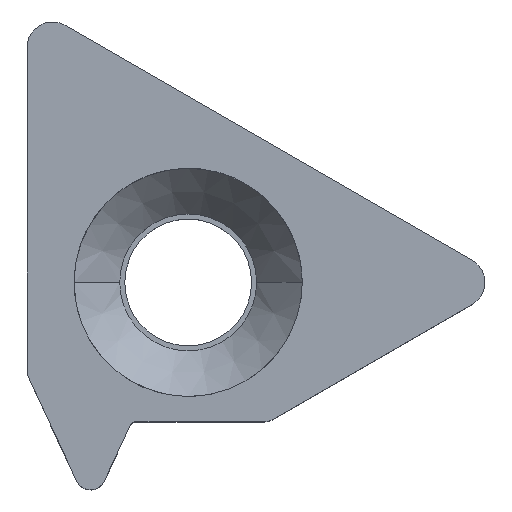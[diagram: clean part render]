
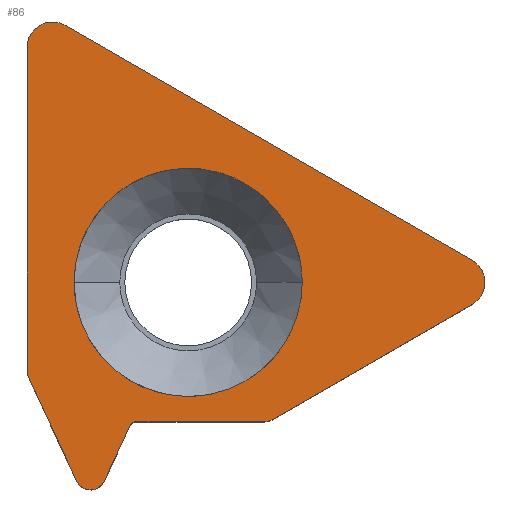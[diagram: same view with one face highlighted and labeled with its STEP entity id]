
A CAD part, top view. The second image highlights one B-rep face of the part: STEP entity #86.
In plain terms, the highlighted planar face has unit normal (-0.017, 0, 1).
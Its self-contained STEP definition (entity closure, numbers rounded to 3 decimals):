
#71=FACE_BOUND('',#154,.T.);
#72=FACE_BOUND('',#155,.T.);
#77=ELLIPSE('',#569,1.,1.);
#78=ELLIPSE('',#570,0.6,0.6);
#79=ELLIPSE('',#571,0.6,0.6);
#80=ELLIPSE('',#572,0.25,0.25);
#81=ELLIPSE('',#573,0.6,0.6);
#82=ELLIPSE('',#574,1.,1.);
#83=ELLIPSE('',#575,4.501,4.5);
#84=ELLIPSE('',#576,4.501,4.5);
#86=ADVANCED_FACE('',(#71,#72),#115,.F.);
#115=PLANE('',#577);
#154=EDGE_LOOP('',(#189,#190,#191,#192,#193,#194,#195,#196,#197,#198,#199,
#200));
#155=EDGE_LOOP('',(#201,#202));
#189=ORIENTED_EDGE('',*,*,#385,.F.);
#190=ORIENTED_EDGE('',*,*,#386,.T.);
#191=ORIENTED_EDGE('',*,*,#387,.T.);
#192=ORIENTED_EDGE('',*,*,#388,.F.);
#193=ORIENTED_EDGE('',*,*,#389,.T.);
#194=ORIENTED_EDGE('',*,*,#390,.F.);
#195=ORIENTED_EDGE('',*,*,#391,.F.);
#196=ORIENTED_EDGE('',*,*,#392,.F.);
#197=ORIENTED_EDGE('',*,*,#393,.T.);
#198=ORIENTED_EDGE('',*,*,#394,.T.);
#199=ORIENTED_EDGE('',*,*,#395,.T.);
#200=ORIENTED_EDGE('',*,*,#384,.T.);
#201=ORIENTED_EDGE('',*,*,#396,.T.);
#202=ORIENTED_EDGE('',*,*,#397,.T.);
#333=VERTEX_POINT('',#796);
#336=VERTEX_POINT('',#801);
#337=VERTEX_POINT('',#805);
#338=VERTEX_POINT('',#807);
#339=VERTEX_POINT('',#809);
#340=VERTEX_POINT('',#811);
#341=VERTEX_POINT('',#813);
#342=VERTEX_POINT('',#815);
#343=VERTEX_POINT('',#817);
#344=VERTEX_POINT('',#819);
#345=VERTEX_POINT('',#821);
#346=VERTEX_POINT('',#823);
#347=VERTEX_POINT('',#826);
#348=VERTEX_POINT('',#827);
#384=EDGE_CURVE('',#333,#336,#458,.T.);
#385=EDGE_CURVE('',#337,#336,#77,.T.);
#386=EDGE_CURVE('',#337,#338,#459,.T.);
#387=EDGE_CURVE('',#338,#339,#78,.T.);
#388=EDGE_CURVE('',#340,#339,#460,.T.);
#389=EDGE_CURVE('',#340,#341,#79,.T.);
#390=EDGE_CURVE('',#342,#341,#461,.T.);
#391=EDGE_CURVE('',#343,#342,#80,.T.);
#392=EDGE_CURVE('',#344,#343,#462,.T.);
#393=EDGE_CURVE('',#344,#345,#81,.T.);
#394=EDGE_CURVE('',#345,#346,#463,.T.);
#395=EDGE_CURVE('',#346,#333,#82,.T.);
#396=EDGE_CURVE('',#347,#348,#83,.T.);
#397=EDGE_CURVE('',#348,#347,#84,.T.);
#458=LINE('',#802,#504);
#459=LINE('',#806,#505);
#460=LINE('',#810,#506);
#461=LINE('',#814,#507);
#462=LINE('',#818,#508);
#463=LINE('',#822,#509);
#504=VECTOR('',#634,1.);
#505=VECTOR('',#639,1.);
#506=VECTOR('',#642,1.);
#507=VECTOR('',#645,1.);
#508=VECTOR('',#648,1.);
#509=VECTOR('',#651,1.);
#569=AXIS2_PLACEMENT_3D('',#804,#637,#638);
#570=AXIS2_PLACEMENT_3D('',#808,#640,#641);
#571=AXIS2_PLACEMENT_3D('',#812,#643,#644);
#572=AXIS2_PLACEMENT_3D('',#816,#646,#647);
#573=AXIS2_PLACEMENT_3D('',#820,#649,#650);
#574=AXIS2_PLACEMENT_3D('',#824,#652,#653);
#575=AXIS2_PLACEMENT_3D('',#825,#654,#655);
#576=AXIS2_PLACEMENT_3D('',#828,#656,#657);
#577=AXIS2_PLACEMENT_3D('',#829,#658,#659);
#634=DIRECTION('',(-0.866,0.5,-0.015));
#637=DIRECTION('',(0.017,0.,-1.));
#638=DIRECTION('',(-1.,0.,-0.017));
#639=DIRECTION('',(0.,-1.,0.));
#640=DIRECTION('',(-0.017,0.,1.));
#641=DIRECTION('',(1.,0.,0.017));
#642=DIRECTION('',(-0.423,0.906,-0.007));
#643=DIRECTION('',(-0.017,0.,1.));
#644=DIRECTION('',(1.,0.,0.017));
#645=DIRECTION('',(-0.423,-0.906,-0.007));
#646=DIRECTION('',(-0.017,0.,1.));
#647=DIRECTION('',(1.,0.,0.017));
#648=DIRECTION('',(-1.,0.,-0.017));
#649=DIRECTION('',(-0.017,0.,1.));
#650=DIRECTION('',(1.,0.,0.017));
#651=DIRECTION('',(0.866,0.5,0.015));
#652=DIRECTION('',(-0.017,0.,1.));
#653=DIRECTION('',(-1.,0.,-0.017));
#654=DIRECTION('',(0.017,0.,-1.));
#655=DIRECTION('',(-1.,0.,-0.017));
#656=DIRECTION('',(0.017,0.,-1.));
#657=DIRECTION('',(-1.,0.,-0.017));
#658=DIRECTION('',(0.017,0.,-1.));
#659=DIRECTION('',(-1.,0.,-0.017));
#796=CARTESIAN_POINT('',(11.2,0.866,5.112));
#801=CARTESIAN_POINT('',(-4.85,10.132,4.841));
#802=CARTESIAN_POINT('',(11.2,0.866,5.112));
#804=CARTESIAN_POINT('',(-5.35,9.266,4.833));
#805=CARTESIAN_POINT('',(-6.35,9.266,4.816));
#806=CARTESIAN_POINT('',(-6.35,9.266,4.816));
#807=CARTESIAN_POINT('',(-6.35,-3.507,4.816));
#808=CARTESIAN_POINT('',(-5.75,-3.507,4.826));
#809=CARTESIAN_POINT('',(-6.294,-3.761,4.817));
#810=CARTESIAN_POINT('',(-4.394,-7.835,4.849));
#811=CARTESIAN_POINT('',(-4.394,-7.835,4.849));
#812=CARTESIAN_POINT('',(-3.85,-7.582,4.858));
#813=CARTESIAN_POINT('',(-3.306,-7.835,4.867));
#814=CARTESIAN_POINT('',(-2.285,-5.646,4.884));
#815=CARTESIAN_POINT('',(-2.285,-5.646,4.884));
#816=CARTESIAN_POINT('',(-2.059,-5.751,4.888));
#817=CARTESIAN_POINT('',(-2.059,-5.501,4.888));
#818=CARTESIAN_POINT('',(3.01,-5.501,4.973));
#819=CARTESIAN_POINT('',(3.01,-5.501,4.973));
#820=CARTESIAN_POINT('',(3.01,-4.901,4.973));
#821=CARTESIAN_POINT('',(3.31,-5.421,4.979));
#822=CARTESIAN_POINT('',(3.31,-5.421,4.979));
#823=CARTESIAN_POINT('',(11.2,-0.866,5.112));
#824=CARTESIAN_POINT('',(10.7,0.,5.103));
#825=CARTESIAN_POINT('',(0.,0.,4.923));
#826=CARTESIAN_POINT('',(-4.5,0.,4.847));
#827=CARTESIAN_POINT('',(4.5,0.,4.999));
#828=CARTESIAN_POINT('',(0.,0.,4.923));
#829=CARTESIAN_POINT('',(-6.35,-11.624,4.816));
